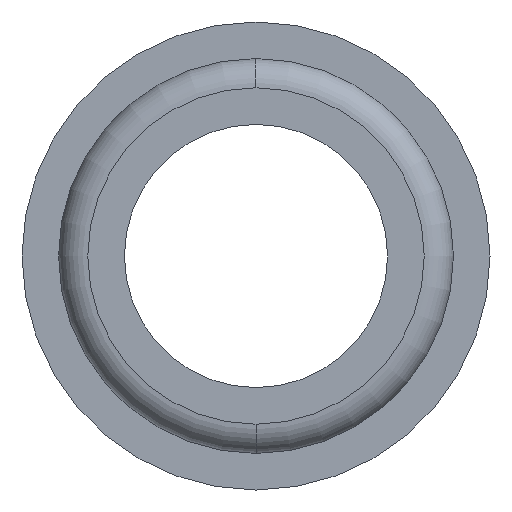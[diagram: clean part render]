
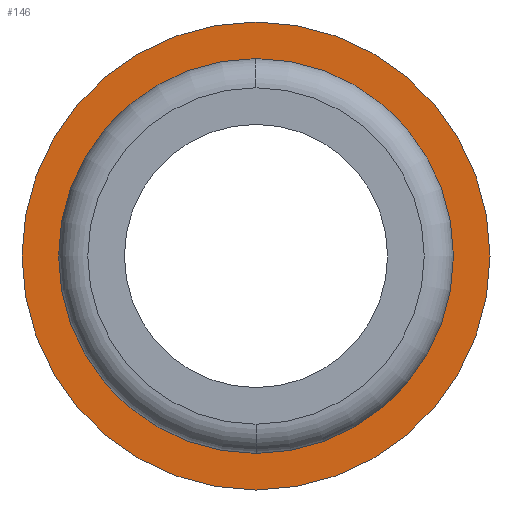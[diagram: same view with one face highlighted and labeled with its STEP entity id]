
A CAD part, front view. The second image highlights one B-rep face of the part: STEP entity #146.
In plain terms, the highlighted planar face has unit normal (0, -1, 0).
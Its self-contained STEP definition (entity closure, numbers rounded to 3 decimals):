
#146=ADVANCED_FACE('',(#305,#306),#307,.T.);
#305=FACE_OUTER_BOUND('',#472,.T.);
#306=FACE_BOUND('',#473,.T.);
#307=PLANE('',#474);
#472=EDGE_LOOP('',(#812,#813));
#473=EDGE_LOOP('',(#814,#815));
#474=AXIS2_PLACEMENT_3D('',#816,#817,#818);
#812=ORIENTED_EDGE('',*,*,#1049,.T.);
#813=ORIENTED_EDGE('',*,*,#1058,.T.);
#814=ORIENTED_EDGE('',*,*,#1017,.F.);
#815=ORIENTED_EDGE('',*,*,#942,.F.);
#816=CARTESIAN_POINT('',(0.0,15.5,0.0));
#817=DIRECTION('',(0.0,-1.0,0.0));
#818=DIRECTION('',(-1.0,0.0,0.0));
#942=EDGE_CURVE('',#1106,#1108,#1109,.T.);
#1017=EDGE_CURVE('',#1108,#1106,#1219,.T.);
#1049=EDGE_CURVE('',#1256,#1261,#1263,.T.);
#1058=EDGE_CURVE('',#1261,#1256,#1272,.T.);
#1106=VERTEX_POINT('',#1326);
#1108=VERTEX_POINT('',#1329);
#1109=CIRCLE('',#1330,6.75);
#1219=CIRCLE('',#1461,6.75);
#1256=VERTEX_POINT('',#1504);
#1261=VERTEX_POINT('',#1510);
#1263=CIRCLE('',#1513,8.0);
#1272=CIRCLE('',#1524,8.0);
#1326=CARTESIAN_POINT('',(6.75,15.5,0.));
#1329=CARTESIAN_POINT('',(-6.75,15.5,0.));
#1330=AXIS2_PLACEMENT_3D('',#1579,#1580,#1581);
#1461=AXIS2_PLACEMENT_3D('',#1702,#1703,#1704);
#1504=CARTESIAN_POINT('',(8.0,15.5,0.0));
#1510=CARTESIAN_POINT('',(-8.0,15.5,0.));
#1513=AXIS2_PLACEMENT_3D('',#1752,#1753,#1754);
#1524=AXIS2_PLACEMENT_3D('',#1766,#1767,#1768);
#1579=CARTESIAN_POINT('',(0.0,15.5,0.0));
#1580=DIRECTION('',(0.0,-1.0,0.0));
#1581=DIRECTION('',(1.0,0.0,0.0));
#1702=CARTESIAN_POINT('',(0.0,15.5,0.0));
#1703=DIRECTION('',(0.0,-1.0,0.0));
#1704=DIRECTION('',(1.0,0.0,0.0));
#1752=CARTESIAN_POINT('',(0.0,15.5,0.0));
#1753=DIRECTION('',(0.0,-1.0,0.0));
#1754=DIRECTION('',(1.0,0.0,0.0));
#1766=CARTESIAN_POINT('',(0.0,15.5,0.0));
#1767=DIRECTION('',(0.0,-1.0,0.0));
#1768=DIRECTION('',(1.0,0.0,0.0));
